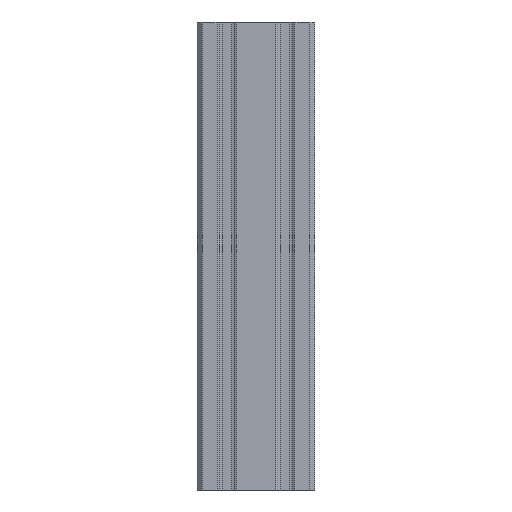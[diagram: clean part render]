
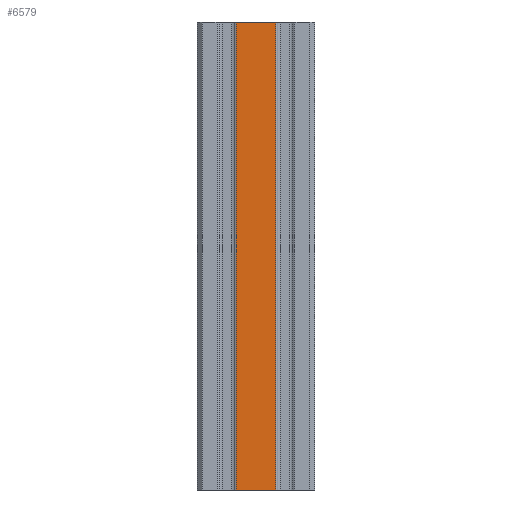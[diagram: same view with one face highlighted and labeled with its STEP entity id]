
A CAD part, front view. The second image highlights one B-rep face of the part: STEP entity #6579.
In plain terms, the highlighted planar face has unit normal (0, -1, 0).
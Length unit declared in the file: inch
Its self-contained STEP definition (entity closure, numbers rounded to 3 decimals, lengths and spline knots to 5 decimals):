
#66 = LINE ( 'NONE', #5188, #2441 ) ;
#96 = CARTESIAN_POINT ( 'NONE',  ( -0.33443, -1., -4. ) ) ;
#98 = FACE_OUTER_BOUND ( 'NONE', #3032, .T. ) ;
#105 = LINE ( 'NONE', #6278, #892 ) ;
#165 = DIRECTION ( 'NONE',  ( 1., 0., 0. ) ) ;
#257 = CARTESIAN_POINT ( 'NONE',  ( 0.92, -1., 4. ) ) ;
#538 = EDGE_CURVE ( 'NONE', #559, #575, #66, .T. ) ;
#559 = VERTEX_POINT ( 'NONE', #96 ) ;
#575 = VERTEX_POINT ( 'NONE', #1093 ) ;
#592 = ORIENTED_EDGE ( 'NONE', *, *, #4414, .F. ) ;
#792 = DIRECTION ( 'NONE',  ( 1., 0., 0. ) ) ;
#874 = LINE ( 'NONE', #2034, #2503 ) ;
#892 = VECTOR ( 'NONE', #5739, 39.37008 ) ;
#1093 = CARTESIAN_POINT ( 'NONE',  ( 0.33443, -1., -4. ) ) ;
#1701 = DIRECTION ( 'NONE',  ( -1., 0., 0. ) ) ;
#2034 = CARTESIAN_POINT ( 'NONE',  ( 0.33443, -1., 4. ) ) ;
#2416 = VECTOR ( 'NONE', #792, 39.37008 ) ;
#2441 = VECTOR ( 'NONE', #165, 39.37008 ) ;
#2503 = VECTOR ( 'NONE', #6157, 39.37008 ) ;
#2509 = EDGE_CURVE ( 'NONE', #575, #4074, #874, .T. ) ;
#2892 = VERTEX_POINT ( 'NONE', #3042 ) ;
#3032 = EDGE_LOOP ( 'NONE', ( #592, #4559, #5669, #5438 ) ) ;
#3042 = CARTESIAN_POINT ( 'NONE',  ( -0.33443, -1., 4. ) ) ;
#3417 = DIRECTION ( 'NONE',  ( 0., 1., 0. ) ) ;
#3477 = EDGE_CURVE ( 'NONE', #2892, #4074, #3869, .T. ) ;
#3869 = LINE ( 'NONE', #5408, #2416 ) ;
#3872 = PLANE ( 'NONE',  #4919 ) ;
#4074 = VERTEX_POINT ( 'NONE', #4679 ) ;
#4414 = EDGE_CURVE ( 'NONE', #559, #2892, #105, .T. ) ;
#4559 = ORIENTED_EDGE ( 'NONE', *, *, #538, .T. ) ;
#4679 = CARTESIAN_POINT ( 'NONE',  ( 0.33443, -1., 4. ) ) ;
#4919 = AXIS2_PLACEMENT_3D ( 'NONE', #257, #3417, #1701 ) ;
#5188 = CARTESIAN_POINT ( 'NONE',  ( 0.92, -1., -4. ) ) ;
#5408 = CARTESIAN_POINT ( 'NONE',  ( 0.92, -1., 4. ) ) ;
#5438 = ORIENTED_EDGE ( 'NONE', *, *, #3477, .F. ) ;
#5669 = ORIENTED_EDGE ( 'NONE', *, *, #2509, .T. ) ;
#5739 = DIRECTION ( 'NONE',  ( 0., 0., 1. ) ) ;
#6157 = DIRECTION ( 'NONE',  ( 0., 0., 1. ) ) ;
#6278 = CARTESIAN_POINT ( 'NONE',  ( -0.33443, -1., 4. ) ) ;
#6579 = ADVANCED_FACE ( 'NONE', ( #98 ), #3872, .F. ) ;
